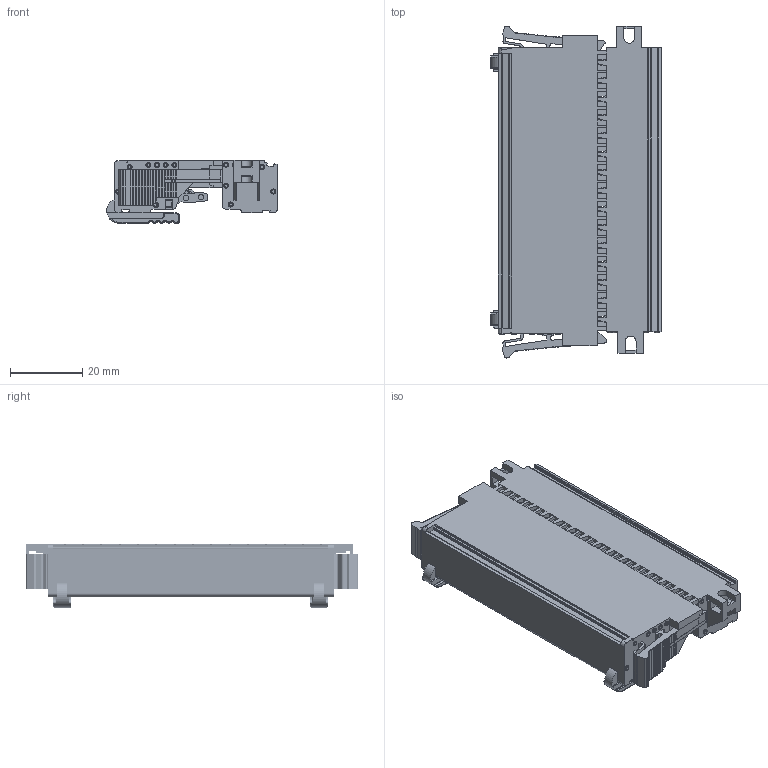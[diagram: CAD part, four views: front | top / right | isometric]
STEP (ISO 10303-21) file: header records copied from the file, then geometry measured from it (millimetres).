
FILE_DESCRIPTION(/* description */ ('Unknown'),/* implementation_level */ '2;1');
FILE_NAME(/* name */ 'DPSC5.08PMV-15W_3D_Solid',/* time_stamp */ '2026-01-06T16:36:55+05:00',/* author */ ('Unknown'),/* organization */ ('Unknown'),/* preprocessor_version */ 'ST-DEVELOPER v16.7',/* originating_system */ 'Solid Edge',/* authorisation */ 'Unknown');
FILE_SCHEMA (('AUTOMOTIVE_DESIGN {1 0 10303 214 3 1 1}'));
Products named in the file (1): DPSC5.08PMV-15W_3D_Solid
Bounding box: 47.27 x 91.99 x 17.48 mm (x, y, z)
Volume: 41363.9 mm3; surface area: 28428 mm2
Topology: 1 solids, 64 shells, 7289 faces, 20241 edges, 13303 vertices
Faces by surface type: plane 4858, cylinder 1327, bspline 960, torus 65, cone 47, sphere 32
Full cylindrical faces by diameter (mm): 0.8 x7, 1.2 x4, 1.3 x1, 1.5 x37, 2.8 x15, 3.7 x15
Entity records: 310175 total; most frequent: CARTESIAN_POINT 78559, ORIENTED_EDGE 39948, DIRECTION 33112, EDGE_CURVE 19974, LINE 14476, VECTOR 14476, VERTEX_POINT 13243, AXIS2_PLACEMENT_3D 9318
